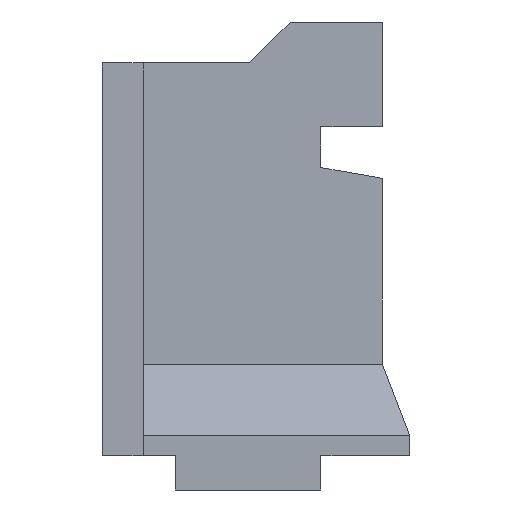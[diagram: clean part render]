
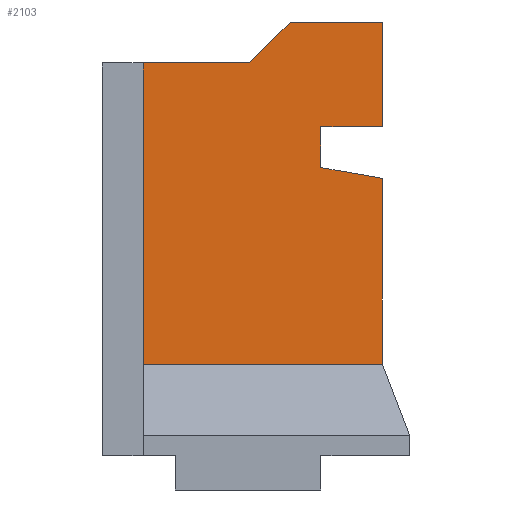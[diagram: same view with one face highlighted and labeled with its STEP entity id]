
A CAD part, left-side view. The second image highlights one B-rep face of the part: STEP entity #2103.
In plain terms, the highlighted planar face has unit normal (-1, 0, 0).
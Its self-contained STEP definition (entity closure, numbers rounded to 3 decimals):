
#2081 = ORIENTED_EDGE ( 'NONE', *, *, #2082, .F. ) ;
#2082 = EDGE_CURVE ( 'NONE', #2083, #2262, #3974, .T. ) ;
#2083 = VERTEX_POINT ( 'NONE', #3970 ) ;
#2084 = ORIENTED_EDGE ( 'NONE', *, *, #2085, .F. ) ;
#2085 = EDGE_CURVE ( 'NONE', #2086, #2083, #3969, .T. ) ;
#2086 = VERTEX_POINT ( 'NONE', #3965 ) ;
#2091 = ORIENTED_EDGE ( 'NONE', *, *, #2092, .F. ) ;
#2092 = EDGE_CURVE ( 'NONE', #2093, #2086, #3952, .T. ) ;
#2093 = VERTEX_POINT ( 'NONE', #3948 ) ;
#2103 = ADVANCED_FACE ( 'NONE', ( #4009 ), #4008, .F. ) ;
#2104 = ORIENTED_EDGE ( 'NONE', *, *, #2105, .F. ) ;
#2105 = EDGE_CURVE ( 'NONE', #2106, #2107, #4003, .T. ) ;
#2106 = VERTEX_POINT ( 'NONE', #3999 ) ;
#2107 = VERTEX_POINT ( 'NONE', #3998 ) ;
#2108 = ORIENTED_EDGE ( 'NONE', *, *, #2109, .T. ) ;
#2109 = EDGE_CURVE ( 'NONE', #2106, #2259, #3997, .T. ) ;
#2117 = ORIENTED_EDGE ( 'NONE', *, *, #2118, .F. ) ;
#2118 = EDGE_CURVE ( 'NONE', #2146, #2145, #3986, .T. ) ;
#2119 = ORIENTED_EDGE ( 'NONE', *, *, #2120, .F. ) ;
#2120 = EDGE_CURVE ( 'NONE', #2107, #2146, #3982, .T. ) ;
#2127 = EDGE_LOOP ( 'NONE', ( #2104, #2108, #2260, #2081, #2084, #2091, #2140, #2143, #2117, #2119 ) ) ;
#2140 = ORIENTED_EDGE ( 'NONE', *, *, #2141, .F. ) ;
#2141 = EDGE_CURVE ( 'NONE', #2142, #2093, #4199, .T. ) ;
#2142 = VERTEX_POINT ( 'NONE', #4195 ) ;
#2143 = ORIENTED_EDGE ( 'NONE', *, *, #2144, .F. ) ;
#2144 = EDGE_CURVE ( 'NONE', #2145, #2142, #4194, .T. ) ;
#2145 = VERTEX_POINT ( 'NONE', #4189 ) ;
#2146 = VERTEX_POINT ( 'NONE', #4188 ) ;
#2259 = VERTEX_POINT ( 'NONE', #4283 ) ;
#2260 = ORIENTED_EDGE ( 'NONE', *, *, #2261, .F. ) ;
#2261 = EDGE_CURVE ( 'NONE', #2262, #2259, #4282, .T. ) ;
#2262 = VERTEX_POINT ( 'NONE', #4278 ) ;
#3948 = CARTESIAN_POINT ( 'NONE',  ( -13.55, 0.975, 1.895 ) ) ;
#3949 = DIRECTION ( 'NONE',  ( 0., 1., 0. ) ) ;
#3950 = VECTOR ( 'NONE', #3949, 1000. ) ;
#3951 = CARTESIAN_POINT ( 'NONE',  ( -13.55, 1.875, 1.895 ) ) ;
#3952 = LINE ( 'NONE', #3951, #3950 ) ;
#3965 = CARTESIAN_POINT ( 'NONE',  ( -13.55, 1.875, 1.895 ) ) ;
#3966 = DIRECTION ( 'NONE',  ( 0., 0., -1. ) ) ;
#3967 = VECTOR ( 'NONE', #3966, 1000. ) ;
#3968 = CARTESIAN_POINT ( 'NONE',  ( -13.55, 1.875, 1.295 ) ) ;
#3969 = LINE ( 'NONE', #3968, #3967 ) ;
#3970 = CARTESIAN_POINT ( 'NONE',  ( -13.55, 1.875, 1.295 ) ) ;
#3971 = DIRECTION ( 'NONE',  ( 0., -0.985, -0.174 ) ) ;
#3972 = VECTOR ( 'NONE', #3971, 1000. ) ;
#3973 = CARTESIAN_POINT ( 'NONE',  ( -13.55, 0.975, 1.136 ) ) ;
#3974 = LINE ( 'NONE', #3973, #3972 ) ;
#3979 = DIRECTION ( 'NONE',  ( 0., -1., 0. ) ) ;
#3980 = VECTOR ( 'NONE', #3979, 1000. ) ;
#3981 = CARTESIAN_POINT ( 'NONE',  ( -13.55, 2.925, 2.825 ) ) ;
#3982 = LINE ( 'NONE', #3981, #3980 ) ;
#3983 = DIRECTION ( 'NONE',  ( 0., -0.707, 0.707 ) ) ;
#3984 = VECTOR ( 'NONE', #3983, 1000. ) ;
#3985 = CARTESIAN_POINT ( 'NONE',  ( -13.55, 2.325, 3.425 ) ) ;
#3986 = LINE ( 'NONE', #3985, #3984 ) ;
#3993 = DIRECTION ( 'NONE',  ( 0., -1., 0. ) ) ;
#3994 = VECTOR ( 'NONE', #3993, 1000. ) ;
#3996 = CARTESIAN_POINT ( 'NONE',  ( -13.55, 5.075, -1.586 ) ) ;
#3997 = LINE ( 'NONE', #3996, #3994 ) ;
#3998 = CARTESIAN_POINT ( 'NONE',  ( -13.55, 4.475, 2.825 ) ) ;
#3999 = CARTESIAN_POINT ( 'NONE',  ( -13.55, 4.475, -1.586 ) ) ;
#4000 = DIRECTION ( 'NONE',  ( 0., 0., 1. ) ) ;
#4001 = VECTOR ( 'NONE', #4000, 1000. ) ;
#4002 = CARTESIAN_POINT ( 'NONE',  ( -13.55, 4.475, -1.586 ) ) ;
#4003 = LINE ( 'NONE', #4002, #4001 ) ;
#4004 = DIRECTION ( 'NONE',  ( 0., -1., 0. ) ) ;
#4005 = DIRECTION ( 'NONE',  ( 1., 0., 0. ) ) ;
#4006 = CARTESIAN_POINT ( 'NONE',  ( -13.55, 5.075, -1.586 ) ) ;
#4007 = AXIS2_PLACEMENT_3D ( 'NONE', #4006, #4005, #4004 ) ;
#4008 = PLANE ( 'NONE',  #4007 ) ;
#4009 = FACE_OUTER_BOUND ( 'NONE', #2127, .T. ) ;
#4188 = CARTESIAN_POINT ( 'NONE',  ( -13.55, 2.925, 2.825 ) ) ;
#4189 = CARTESIAN_POINT ( 'NONE',  ( -13.55, 2.325, 3.425 ) ) ;
#4191 = DIRECTION ( 'NONE',  ( 0., -1., 0. ) ) ;
#4192 = VECTOR ( 'NONE', #4191, 1000. ) ;
#4193 = CARTESIAN_POINT ( 'NONE',  ( -13.55, 5.075, 3.425 ) ) ;
#4194 = LINE ( 'NONE', #4193, #4192 ) ;
#4195 = CARTESIAN_POINT ( 'NONE',  ( -13.55, 0.975, 3.425 ) ) ;
#4196 = DIRECTION ( 'NONE',  ( 0., 0., -1. ) ) ;
#4197 = VECTOR ( 'NONE', #4196, 1000. ) ;
#4198 = CARTESIAN_POINT ( 'NONE',  ( -13.55, 0.975, 1.895 ) ) ;
#4199 = LINE ( 'NONE', #4198, #4197 ) ;
#4278 = CARTESIAN_POINT ( 'NONE',  ( -13.55, 0.975, 1.136 ) ) ;
#4279 = DIRECTION ( 'NONE',  ( 0., 0., -1. ) ) ;
#4280 = VECTOR ( 'NONE', #4279, 1000. ) ;
#4281 = CARTESIAN_POINT ( 'NONE',  ( -13.55, 0.975, -0.138 ) ) ;
#4282 = LINE ( 'NONE', #4281, #4280 ) ;
#4283 = CARTESIAN_POINT ( 'NONE',  ( -13.55, 0.975, -1.586 ) ) ;
